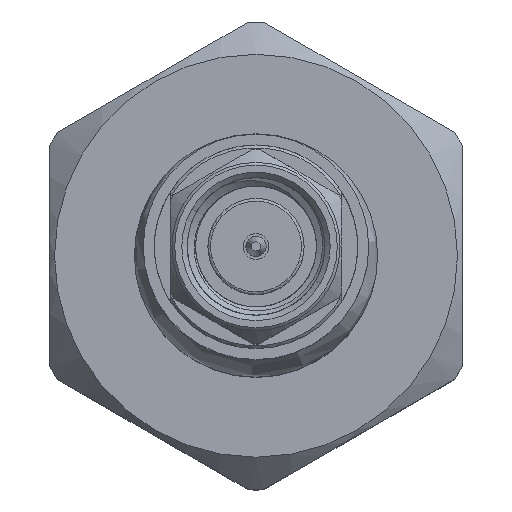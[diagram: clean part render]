
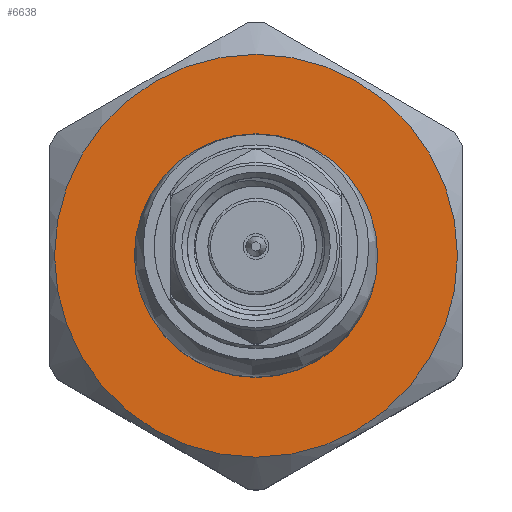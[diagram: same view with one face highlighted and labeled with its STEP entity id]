
A CAD part, top view. The second image highlights one B-rep face of the part: STEP entity #6638.
In plain terms, the highlighted face is planar.
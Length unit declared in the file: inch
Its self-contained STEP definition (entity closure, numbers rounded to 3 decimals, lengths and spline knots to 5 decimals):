
#320 = CARTESIAN_POINT ( 'NONE',  ( 0.592, -0.16789, 0. ) ) ;
#394 = AXIS2_PLACEMENT_3D ( 'NONE', #6034, #1092, #2222 ) ;
#516 = CIRCLE ( 'NONE', #5840, 0.16789 ) ;
#1092 = DIRECTION ( 'NONE',  ( -1., 0., 0. ) ) ;
#1712 = EDGE_CURVE ( 'NONE', #1863, #1863, #516, .T. ) ;
#1863 = VERTEX_POINT ( 'NONE', #320 ) ;
#2222 = DIRECTION ( 'NONE',  ( 0., -1., 0. ) ) ;
#2698 = FACE_OUTER_BOUND ( 'NONE', #5221, .T. ) ;
#2848 = DIRECTION ( 'NONE',  ( -1., 0., 0. ) ) ;
#2918 = DIRECTION ( 'NONE',  ( 0., -1., 0. ) ) ;
#3339 = FACE_BOUND ( 'NONE', #4415, .T. ) ;
#3734 = EDGE_CURVE ( 'NONE', #4277, #4277, #6435, .T. ) ;
#3976 = CARTESIAN_POINT ( 'NONE',  ( 0.592, 0., 0. ) ) ;
#4277 = VERTEX_POINT ( 'NONE', #6445 ) ;
#4415 = EDGE_LOOP ( 'NONE', ( #4430 ) ) ;
#4430 = ORIENTED_EDGE ( 'NONE', *, *, #1712, .T. ) ;
#5027 = ORIENTED_EDGE ( 'NONE', *, *, #3734, .F. ) ;
#5221 = EDGE_LOOP ( 'NONE', ( #5027 ) ) ;
#5389 = PLANE ( 'NONE',  #394 ) ;
#5421 = CARTESIAN_POINT ( 'NONE',  ( 0.592, 0., 0. ) ) ;
#5840 = AXIS2_PLACEMENT_3D ( 'NONE', #3976, #2848, #2918 ) ;
#6032 = DIRECTION ( 'NONE',  ( 0., -1., 0. ) ) ;
#6034 = CARTESIAN_POINT ( 'NONE',  ( 0.592, 0.36631, 0. ) ) ;
#6435 = CIRCLE ( 'NONE', #6438, 0.36631 ) ;
#6438 = AXIS2_PLACEMENT_3D ( 'NONE', #5421, #6564, #6032 ) ;
#6445 = CARTESIAN_POINT ( 'NONE',  ( 0.592, -0.36631, 0. ) ) ;
#6564 = DIRECTION ( 'NONE',  ( -1., 0., 0. ) ) ;
#6638 = ADVANCED_FACE ( 'NONE', ( #2698, #3339 ), #5389, .F. ) ;
